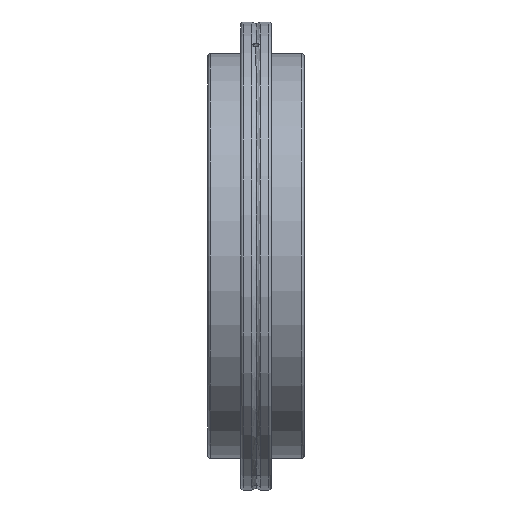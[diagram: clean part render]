
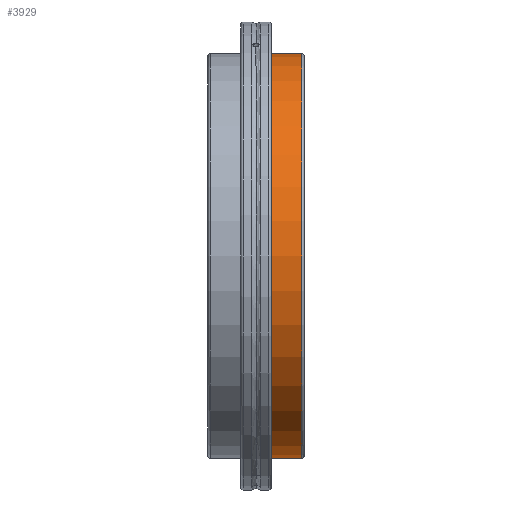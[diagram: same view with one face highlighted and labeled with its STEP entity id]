
A CAD part, left-side view. The second image highlights one B-rep face of the part: STEP entity #3929.
In plain terms, the highlighted cylindrical face has radius 80 mm (diameter 160 mm), a partial arc.
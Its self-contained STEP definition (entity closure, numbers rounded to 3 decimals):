
#171 = VERTEX_POINT ( 'NONE', #1704 ) ;
#180 = VERTEX_POINT ( 'NONE', #1705 ) ;
#1704 = CARTESIAN_POINT ( 'NONE',  ( 0., -18., 80. ) ) ;
#1705 = CARTESIAN_POINT ( 'NONE',  ( 0., -18., -80. ) ) ;
#3653 = VERTEX_POINT ( 'NONE', #5227 ) ;
#3656 = VERTEX_POINT ( 'NONE', #5225 ) ;
#3659 = EDGE_CURVE ( 'NONE', #171, #3656, #5211, .T. ) ;
#3668 = EDGE_CURVE ( 'NONE', #180, #3653, #5259, .T. ) ;
#3696 = ORIENTED_EDGE ( 'NONE', *, *, #3926, .F. ) ;
#3805 = ORIENTED_EDGE ( 'NONE', *, *, #3668, .F. ) ;
#3886 = ORIENTED_EDGE ( 'NONE', *, *, #3928, .T. ) ;
#3926 = EDGE_CURVE ( 'NONE', #3653, #3656, #5742, .T. ) ;
#3928 = EDGE_CURVE ( 'NONE', #180, #171, #5907, .T. ) ;
#3929 = ADVANCED_FACE ( 'NONE', ( #5899 ), #5921, .T. ) ;
#3930 = ORIENTED_EDGE ( 'NONE', *, *, #3659, .T. ) ;
#3932 = EDGE_LOOP ( 'NONE', ( #3805, #3886, #3930, #3696 ) ) ;
#5209 = DIRECTION ( 'NONE',  ( 0., 1., 0. ) ) ;
#5210 = CARTESIAN_POINT ( 'NONE',  ( 0., 30.826, 80. ) ) ;
#5211 = LINE ( 'NONE', #5210, #5270 ) ;
#5225 = CARTESIAN_POINT ( 'NONE',  ( 0., -6., 80. ) ) ;
#5227 = CARTESIAN_POINT ( 'NONE',  ( 0., -6., -80. ) ) ;
#5256 = DIRECTION ( 'NONE',  ( 0., 1., 0. ) ) ;
#5257 = VECTOR ( 'NONE', #5256, 1000. ) ;
#5258 = CARTESIAN_POINT ( 'NONE',  ( 0., 30.826, -80. ) ) ;
#5259 = LINE ( 'NONE', #5258, #5257 ) ;
#5270 = VECTOR ( 'NONE', #5209, 1000. ) ;
#5742 = CIRCLE ( 'NONE', #5913, 80. ) ;
#5895 = DIRECTION ( 'NONE',  ( 0., 0., 1. ) ) ;
#5899 = FACE_OUTER_BOUND ( 'NONE', #3932, .T. ) ;
#5900 = DIRECTION ( 'NONE',  ( 0., 0., -1. ) ) ;
#5901 = DIRECTION ( 'NONE',  ( 0., 1., 0. ) ) ;
#5902 = CARTESIAN_POINT ( 'NONE',  ( 0., -18., 0. ) ) ;
#5903 = DIRECTION ( 'NONE',  ( 0., 1., 0. ) ) ;
#5905 = DIRECTION ( 'NONE',  ( 0., 0., 1. ) ) ;
#5907 = CIRCLE ( 'NONE', #5912, 80. ) ;
#5911 = CARTESIAN_POINT ( 'NONE',  ( 0., -6., 0. ) ) ;
#5912 = AXIS2_PLACEMENT_3D ( 'NONE', #5902, #5901, #5900 ) ;
#5913 = AXIS2_PLACEMENT_3D ( 'NONE', #5911, #5915, #5905 ) ;
#5915 = DIRECTION ( 'NONE',  ( 0., 1., 0. ) ) ;
#5917 = CARTESIAN_POINT ( 'NONE',  ( 0., 30.826, 0. ) ) ;
#5921 = CYLINDRICAL_SURFACE ( 'NONE', #5926, 80. ) ;
#5926 = AXIS2_PLACEMENT_3D ( 'NONE', #5917, #5903, #5895 ) ;
